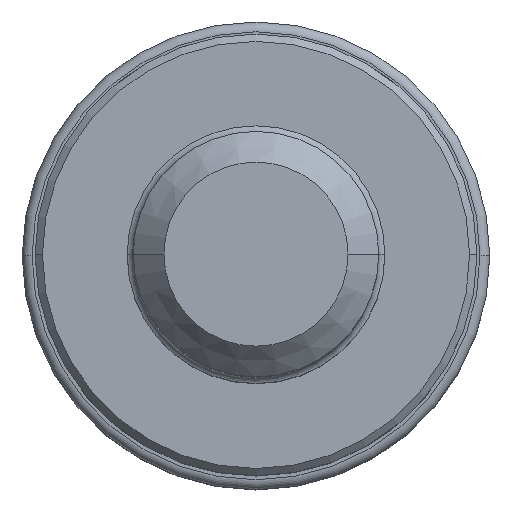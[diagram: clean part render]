
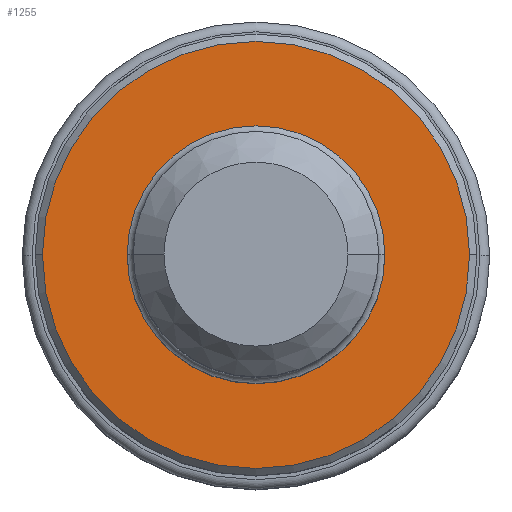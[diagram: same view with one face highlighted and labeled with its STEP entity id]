
A CAD part, top view. The second image highlights one B-rep face of the part: STEP entity #1255.
In plain terms, the highlighted planar face has unit normal (0, 0, 1).
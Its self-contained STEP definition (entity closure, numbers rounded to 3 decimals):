
#1106=PLANE('',#3838);
#1114=FACE_BOUND('',#1568,.T.);
#1115=FACE_BOUND('',#1569,.T.);
#1255=ADVANCED_FACE('',(#1114,#1115),#1106,.F.);
#1568=EDGE_LOOP('',(#2137,#2138));
#1569=EDGE_LOOP('',(#2139,#2140));
#2137=ORIENTED_EDGE('',*,*,#2661,.T.);
#2138=ORIENTED_EDGE('',*,*,#2658,.T.);
#2139=ORIENTED_EDGE('',*,*,#2662,.T.);
#2140=ORIENTED_EDGE('',*,*,#2663,.T.);
#2364=VERTEX_POINT('',#6595);
#2365=VERTEX_POINT('',#6596);
#2366=VERTEX_POINT('',#6603);
#2367=VERTEX_POINT('',#6604);
#2658=EDGE_CURVE('',#2364,#2365,#3070,.T.);
#2661=EDGE_CURVE('',#2365,#2364,#3071,.T.);
#2662=EDGE_CURVE('',#2366,#2367,#3072,.T.);
#2663=EDGE_CURVE('',#2367,#2366,#3073,.T.);
#3070=CIRCLE('',#3832,8.7);
#3071=CIRCLE('',#3834,8.7);
#3072=CIRCLE('',#3836,5.25);
#3073=CIRCLE('',#3837,5.25);
#3832=AXIS2_PLACEMENT_3D('',#6594,#4444,#4445);
#3834=AXIS2_PLACEMENT_3D('',#6600,#4450,#4451);
#3836=AXIS2_PLACEMENT_3D('',#6602,#4454,#4455);
#3837=AXIS2_PLACEMENT_3D('',#6605,#4456,#4457);
#3838=AXIS2_PLACEMENT_3D('',#6606,#4458,#4459);
#4444=DIRECTION('',(0.,0.,1.));
#4445=DIRECTION('',(-1.,0.,0.));
#4450=DIRECTION('',(0.,0.,1.));
#4451=DIRECTION('',(1.,0.,0.));
#4454=DIRECTION('',(0.,0.,-1.));
#4455=DIRECTION('',(1.,0.,0.));
#4456=DIRECTION('',(0.,0.,-1.));
#4457=DIRECTION('',(-1.,0.,0.));
#4458=DIRECTION('',(0.,0.,-1.));
#4459=DIRECTION('',(1.,0.,0.));
#6594=CARTESIAN_POINT('',(0.,0.,0.));
#6595=CARTESIAN_POINT('',(-8.7,0.,0.));
#6596=CARTESIAN_POINT('',(8.7,0.,0.));
#6600=CARTESIAN_POINT('',(0.,0.,0.));
#6602=CARTESIAN_POINT('',(0.,0.,0.));
#6603=CARTESIAN_POINT('',(5.25,0.,0.));
#6604=CARTESIAN_POINT('',(-5.25,0.,0.));
#6605=CARTESIAN_POINT('',(0.,0.,0.));
#6606=CARTESIAN_POINT('',(0.,0.,0.));
